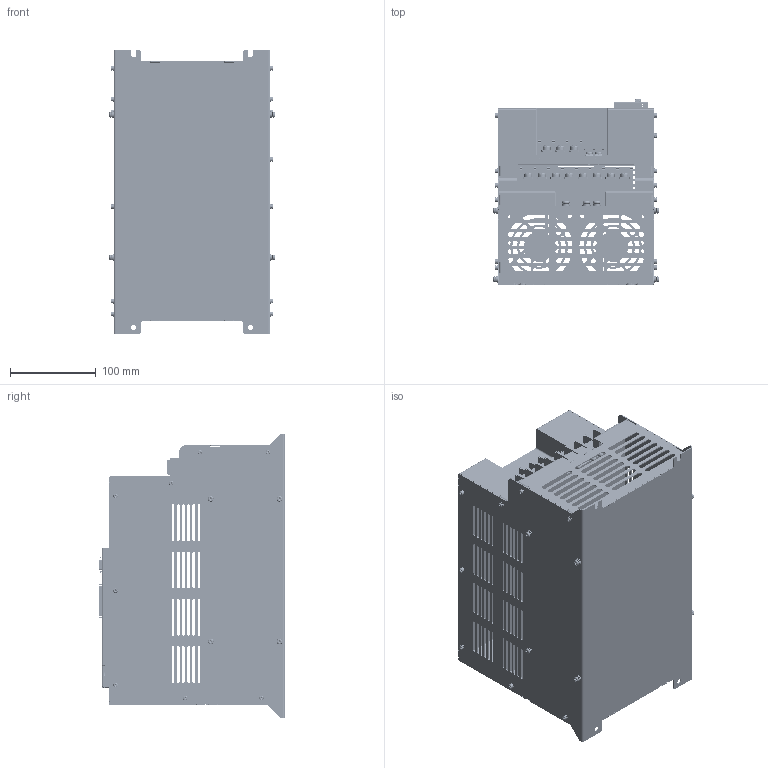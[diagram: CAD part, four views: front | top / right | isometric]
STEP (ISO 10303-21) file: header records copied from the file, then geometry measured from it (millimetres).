
FILE_DESCRIPTION (( 'STEP AP203' ), '1' );
FILE_NAME ('L7P_7.5kW 200V.STEP', '2016-04-18T05:29:01', ( '憮霞艙' ), ( '' ), 'SwSTEP 2.0', 'SolidWorks 2011', '' );
FILE_SCHEMA (( 'CONFIG_CONTROL_DESIGN' ));
Products named in the file (1): L7P_7.5kW 200V
Bounding box: 192.6 x 216.3 x 330 mm (x, y, z)
Volume: 593424.6 mm3; surface area: 858480.3 mm2
Topology: 143 solids, 143 shells, 10144 faces, 27924 edges, 18326 vertices
Faces by surface type: plane 6604, cylinder 2367, bspline 952, torus 159, cone 36, sphere 26
Entity records: 376309 total; most frequent: CARTESIAN_POINT 121137, ORIENTED_EDGE 55782, DIRECTION 48432, EDGE_CURVE 27891, VECTOR 19724, LINE 19724, VERTEX_POINT 18326, AXIS2_PLACEMENT_3D 14354
